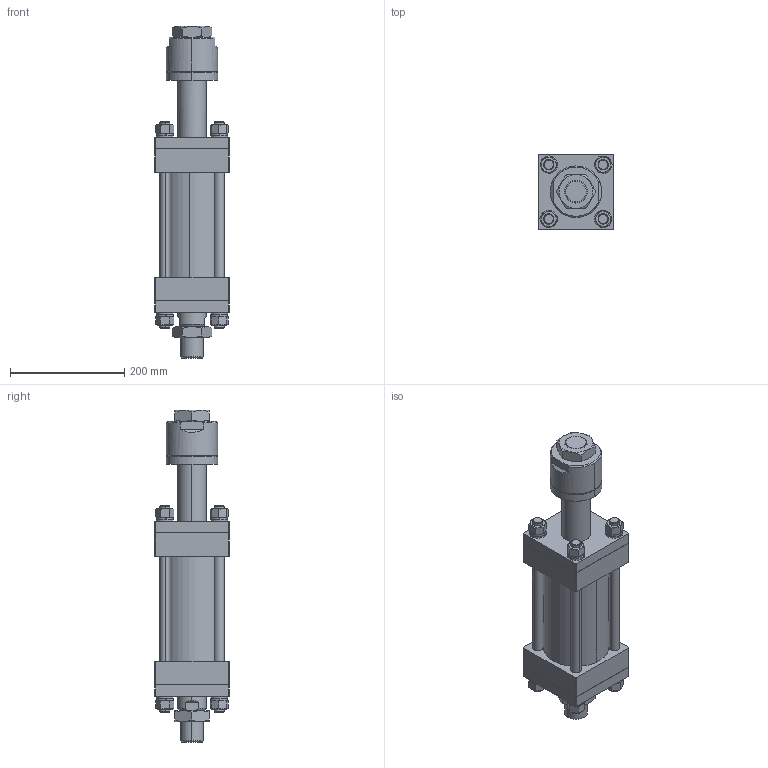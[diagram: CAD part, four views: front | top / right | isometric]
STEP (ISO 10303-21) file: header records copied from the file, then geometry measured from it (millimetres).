
FILE_DESCRIPTION (( 'STEP AP203' ), '1' );
FILE_NAME ('HOD-100-50-100-A30.STEP', '2021-04-27T07:45:19', ( '微软用户' ), ( '微软中国' ), 'SwSTEP 2.0', 'SolidWorks 2012', '' );
FILE_SCHEMA (( 'CONFIG_CONTROL_DESIGN' ));
Length unit declared in the file: millimetre
Products named in the file (12): HOB-100-50-100掛极; HOB-100-50-100前盖; HOD-100-50-100嶺裝; HOB-100-50-100楊擘; hex thin nuts grades ab gb_GB_FASTENER_NUT_STNABTT  B M39X3.0-N; plain washers-n series-grade a gb_GB_FASTENER_WASHER_PWNA 16; HOD-100-50-100-A30活塞杆; single coil lock washers light type gb_GB_FASTENER_WASHER_SSWL 18; hex nuts, style 1-grades ab gb_GB_FASTENER_NUT_SNAB1  B M18-N; HOD-100-50-100-A30遣喳杶; HOD-100-50-100-A30覃誹杶; HOD-100-50-100-A30
Assembly tree (38 placements, depth 2):
  HOD-100-50-100-A30
    HOB-100-50-100掛极
    HOB-100-50-100前盖  x2
    HOD-100-50-100嶺裝  x4
    HOB-100-50-100楊擘  x2
    HOD-100-50-100-A30活塞杆
    hex thin nuts grades ab gb_GB_FASTENER_NUT_STNABTT  B M39X3.0-N  x2
    plain washers-n series-grade a gb_GB_FASTENER_WASHER_PWNA 16  x8
    single coil lock washers light type gb_GB_FASTENER_WASHER_SSWL 18  x8
    hex nuts, style 1-grades ab gb_GB_FASTENER_NUT_SNAB1  B M18-N  x8
    HOD-100-50-100-A30遣喳杶
    HOD-100-50-100-A30覃誹杶
Bounding box: 131 x 131 x 581 mm (x, y, z)
Volume: 4415445.1 mm3; surface area: 687924.6 mm2
Topology: 38 solids, 38 shells, 569 faces, 1278 edges, 797 vertices
Faces by surface type: plane 210, cylinder 194, cone 153, torus 12
Entity records: 8839 total; most frequent: CARTESIAN_POINT 1575, DIRECTION 1215, ORIENTED_EDGE 1008, EDGE_CURVE 504, AXIS2_PLACEMENT_3D 498, VERTEX_POINT 312, EDGE_LOOP 268, CIRCLE 233
